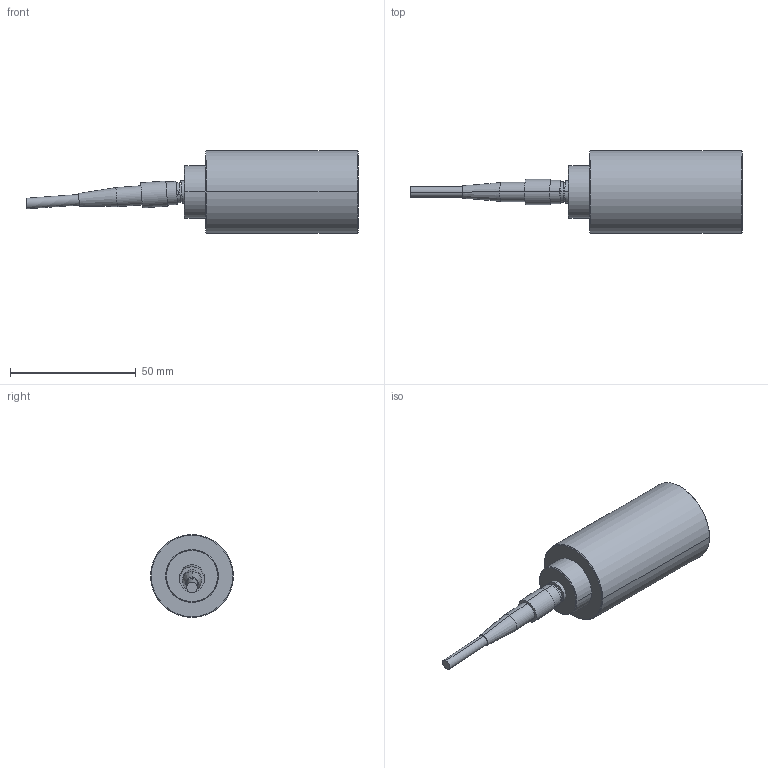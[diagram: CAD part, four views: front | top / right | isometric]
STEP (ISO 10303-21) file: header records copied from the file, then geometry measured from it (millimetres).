
FILE_DESCRIPTION((''),'2;1');
FILE_NAME('ACC-055L','2022-03-25T',('EDY'),(''),'CREO PARAMETRIC BY PTC INC, 2018070','CREO PARAMETRIC BY PTC INC, 2018070','');
FILE_SCHEMA(('CONFIG_CONTROL_DESIGN'));
Length unit declared in the file: millimetre
Products named in the file (1): ACC-055L
Bounding box: 132.16 x 33 x 33 mm (x, y, z)
Volume: 56852.9 mm3; surface area: 10618.2 mm2
Topology: 2 solids, 3 shells, 296 faces, 771 edges, 514 vertices
Faces by surface type: plane 159, extrusion 68, cylinder 50, cone 19
Entity records: 14361 total; most frequent: CARTESIAN_POINT 4765, ORIENTED_EDGE 1564, DIRECTION 1306, EDGE_CURVE 782, VECTOR 562, VERTEX_POINT 525, LINE 494, AXIS2_PLACEMENT_3D 372
